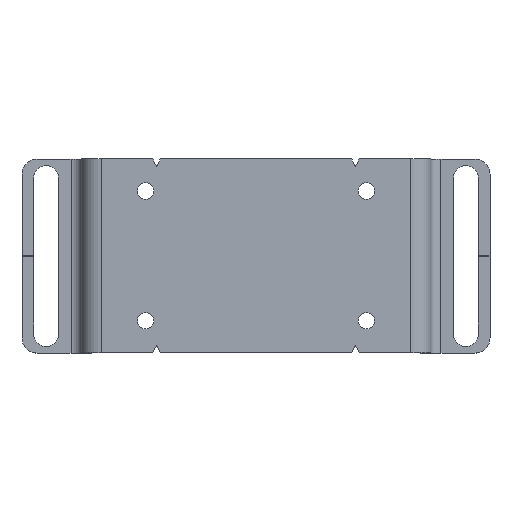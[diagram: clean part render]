
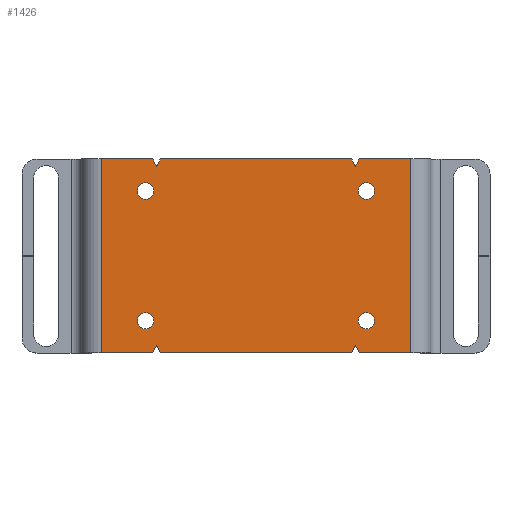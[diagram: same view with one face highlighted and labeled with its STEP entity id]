
A CAD part, top view. The second image highlights one B-rep face of the part: STEP entity #1426.
In plain terms, the highlighted planar face has unit normal (0, 0, 1).
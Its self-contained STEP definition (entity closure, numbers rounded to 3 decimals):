
#105=CARTESIAN_POINT('',(-29.,-17.05,2.66));
#106=DIRECTION('',(0.,0.,1.));
#107=DIRECTION('',(1.,0.,0.));
#108=AXIS2_PLACEMENT_3D('',#105,#106,#107);
#110=CARTESIAN_POINT('',(-29.,-17.05,2.66));
#111=DIRECTION('',(0.,0.,1.));
#112=DIRECTION('',(-1.,0.,0.));
#113=AXIS2_PLACEMENT_3D('',#110,#111,#112);
#115=CARTESIAN_POINT('',(-29.,17.05,2.66));
#116=DIRECTION('',(0.,0.,1.));
#117=DIRECTION('',(1.,0.,0.));
#118=AXIS2_PLACEMENT_3D('',#115,#116,#117);
#120=CARTESIAN_POINT('',(-29.,17.05,2.66));
#121=DIRECTION('',(0.,0.,1.));
#122=DIRECTION('',(-1.,0.,0.));
#123=AXIS2_PLACEMENT_3D('',#120,#121,#122);
#125=CARTESIAN_POINT('',(29.,17.05,2.66));
#126=DIRECTION('',(0.,0.,1.));
#127=DIRECTION('',(1.,0.,0.));
#128=AXIS2_PLACEMENT_3D('',#125,#126,#127);
#130=CARTESIAN_POINT('',(29.,17.05,2.66));
#131=DIRECTION('',(0.,0.,1.));
#132=DIRECTION('',(-1.,0.,0.));
#133=AXIS2_PLACEMENT_3D('',#130,#131,#132);
#135=CARTESIAN_POINT('',(29.,-17.05,2.66));
#136=DIRECTION('',(0.,0.,1.));
#137=DIRECTION('',(1.,0.,0.));
#138=AXIS2_PLACEMENT_3D('',#135,#136,#137);
#140=CARTESIAN_POINT('',(29.,-17.05,2.66));
#141=DIRECTION('',(0.,0.,1.));
#142=DIRECTION('',(-1.,0.,0.));
#143=AXIS2_PLACEMENT_3D('',#140,#141,#142);
#145=DIRECTION('',(0.447,-0.894,0.));
#146=VECTOR('',#145,2.236);
#147=CARTESIAN_POINT('',(-27.134,25.5,2.66));
#148=LINE('',#147,#146);
#149=DIRECTION('',(0.447,0.894,0.));
#150=VECTOR('',#149,2.236);
#151=CARTESIAN_POINT('',(-26.134,23.5,2.66));
#152=LINE('',#151,#150);
#153=DIRECTION('',(-1.,0.,0.));
#154=VECTOR('',#153,50.268);
#155=CARTESIAN_POINT('',(25.134,25.5,2.66));
#156=LINE('',#155,#154);
#157=DIRECTION('',(0.447,-0.894,0.));
#158=VECTOR('',#157,2.236);
#159=CARTESIAN_POINT('',(25.134,25.5,2.66));
#160=LINE('',#159,#158);
#161=DIRECTION('',(0.447,0.894,0.));
#162=VECTOR('',#161,2.236);
#163=CARTESIAN_POINT('',(26.134,23.5,2.66));
#164=LINE('',#163,#162);
#165=DIRECTION('',(-1.,0.,0.));
#166=VECTOR('',#165,13.506);
#167=CARTESIAN_POINT('',(40.64,25.5,2.66));
#168=LINE('',#167,#166);
#169=DIRECTION('',(1.,0.,0.));
#170=VECTOR('',#169,13.506);
#171=CARTESIAN_POINT('',(27.134,-25.5,2.66));
#172=LINE('',#171,#170);
#173=DIRECTION('',(-0.447,0.894,0.));
#174=VECTOR('',#173,2.236);
#175=CARTESIAN_POINT('',(27.134,-25.5,2.66));
#176=LINE('',#175,#174);
#177=DIRECTION('',(-0.447,-0.894,0.));
#178=VECTOR('',#177,2.236);
#179=CARTESIAN_POINT('',(26.134,-23.5,2.66));
#180=LINE('',#179,#178);
#181=DIRECTION('',(1.,0.,0.));
#182=VECTOR('',#181,50.268);
#183=CARTESIAN_POINT('',(-25.134,-25.5,2.66));
#184=LINE('',#183,#182);
#185=DIRECTION('',(-0.447,0.894,0.));
#186=VECTOR('',#185,2.236);
#187=CARTESIAN_POINT('',(-25.134,-25.5,2.66));
#188=LINE('',#187,#186);
#189=DIRECTION('',(-0.447,-0.894,0.));
#190=VECTOR('',#189,2.236);
#191=CARTESIAN_POINT('',(-26.134,-23.5,2.66));
#192=LINE('',#191,#190);
#193=DIRECTION('',(1.,0.,0.));
#194=VECTOR('',#193,13.506);
#195=CARTESIAN_POINT('',(-40.64,-25.5,2.66));
#196=LINE('',#195,#194);
#197=DIRECTION('',(-1.,0.,0.));
#198=VECTOR('',#197,13.506);
#199=CARTESIAN_POINT('',(-27.134,25.5,2.66));
#200=LINE('',#199,#198);
#259=DIRECTION('',(0.,-1.,0.));
#260=VECTOR('',#259,51.);
#261=CARTESIAN_POINT('',(40.64,25.5,2.66));
#262=LINE('',#261,#260);
#623=DIRECTION('',(0.,1.,0.));
#624=VECTOR('',#623,51.);
#625=CARTESIAN_POINT('',(-40.64,-25.5,2.66));
#626=LINE('',#625,#624);
#985=CARTESIAN_POINT('',(40.64,25.5,2.66));
#987=VERTEX_POINT('',#985);
#989=CARTESIAN_POINT('',(40.64,-25.5,2.66));
#991=VERTEX_POINT('',#989);
#1001=CARTESIAN_POINT('',(-40.64,-25.5,2.66));
#1003=VERTEX_POINT('',#1001);
#1005=CARTESIAN_POINT('',(-40.64,25.5,2.66));
#1007=VERTEX_POINT('',#1005);
#1129=CARTESIAN_POINT('',(31.15,-17.05,2.66));
#1130=CARTESIAN_POINT('',(26.85,-17.05,2.66));
#1131=VERTEX_POINT('',#1129);
#1132=VERTEX_POINT('',#1130);
#1133=CARTESIAN_POINT('',(31.15,17.05,2.66));
#1134=CARTESIAN_POINT('',(26.85,17.05,2.66));
#1135=VERTEX_POINT('',#1133);
#1136=VERTEX_POINT('',#1134);
#1137=CARTESIAN_POINT('',(-26.85,17.05,2.66));
#1138=CARTESIAN_POINT('',(-31.15,17.05,2.66));
#1139=VERTEX_POINT('',#1137);
#1140=VERTEX_POINT('',#1138);
#1141=CARTESIAN_POINT('',(-26.85,-17.05,2.66));
#1142=CARTESIAN_POINT('',(-31.15,-17.05,2.66));
#1143=VERTEX_POINT('',#1141);
#1144=VERTEX_POINT('',#1142);
#1201=CARTESIAN_POINT('',(-27.134,25.5,2.66));
#1202=CARTESIAN_POINT('',(-26.134,23.5,2.66));
#1203=VERTEX_POINT('',#1201);
#1204=VERTEX_POINT('',#1202);
#1205=CARTESIAN_POINT('',(-25.134,25.5,2.66));
#1206=VERTEX_POINT('',#1205);
#1207=CARTESIAN_POINT('',(25.134,25.5,2.66));
#1208=CARTESIAN_POINT('',(26.134,23.5,2.66));
#1209=VERTEX_POINT('',#1207);
#1210=VERTEX_POINT('',#1208);
#1211=CARTESIAN_POINT('',(27.134,25.5,2.66));
#1212=VERTEX_POINT('',#1211);
#1213=CARTESIAN_POINT('',(27.134,-25.5,2.66));
#1214=CARTESIAN_POINT('',(26.134,-23.5,2.66));
#1215=VERTEX_POINT('',#1213);
#1216=VERTEX_POINT('',#1214);
#1217=CARTESIAN_POINT('',(25.134,-25.5,2.66));
#1218=VERTEX_POINT('',#1217);
#1219=CARTESIAN_POINT('',(-25.134,-25.5,2.66));
#1220=CARTESIAN_POINT('',(-26.134,-23.5,2.66));
#1221=VERTEX_POINT('',#1219);
#1222=VERTEX_POINT('',#1220);
#1223=CARTESIAN_POINT('',(-27.134,-25.5,2.66));
#1224=VERTEX_POINT('',#1223);
#1365=CARTESIAN_POINT('',(0.,0.,2.66));
#1366=DIRECTION('',(0.,0.,1.));
#1367=DIRECTION('',(1.,0.,0.));
#1368=AXIS2_PLACEMENT_3D('',#1365,#1366,#1367);
#1369=PLANE('',#1368);
#1371=ORIENTED_EDGE('',*,*,#1370,.T.);
#1373=ORIENTED_EDGE('',*,*,#1372,.T.);
#1375=ORIENTED_EDGE('',*,*,#1374,.F.);
#1377=ORIENTED_EDGE('',*,*,#1376,.T.);
#1379=ORIENTED_EDGE('',*,*,#1378,.T.);
#1381=ORIENTED_EDGE('',*,*,#1380,.F.);
#1383=ORIENTED_EDGE('',*,*,#1382,.T.);
#1385=ORIENTED_EDGE('',*,*,#1384,.F.);
#1387=ORIENTED_EDGE('',*,*,#1386,.T.);
#1389=ORIENTED_EDGE('',*,*,#1388,.T.);
#1391=ORIENTED_EDGE('',*,*,#1390,.F.);
#1393=ORIENTED_EDGE('',*,*,#1392,.T.);
#1395=ORIENTED_EDGE('',*,*,#1394,.T.);
#1397=ORIENTED_EDGE('',*,*,#1396,.F.);
#1399=ORIENTED_EDGE('',*,*,#1398,.T.);
#1401=ORIENTED_EDGE('',*,*,#1400,.F.);
#1402=EDGE_LOOP('',(#1371,#1373,#1375,#1377,#1379,#1381,#1383,#1385,#1387,#1389,
#1391,#1393,#1395,#1397,#1399,#1401));
#1403=FACE_OUTER_BOUND('',#1402,.F.);
#1405=ORIENTED_EDGE('',*,*,#1404,.T.);
#1407=ORIENTED_EDGE('',*,*,#1406,.T.);
#1408=EDGE_LOOP('',(#1405,#1407));
#1409=FACE_BOUND('',#1408,.F.);
#1411=ORIENTED_EDGE('',*,*,#1410,.T.);
#1413=ORIENTED_EDGE('',*,*,#1412,.T.);
#1414=EDGE_LOOP('',(#1411,#1413));
#1415=FACE_BOUND('',#1414,.F.);
#1416=ORIENTED_EDGE('',*,*,#1345,.T.);
#1417=ORIENTED_EDGE('',*,*,#1359,.T.);
#1418=EDGE_LOOP('',(#1416,#1417));
#1419=FACE_BOUND('',#1418,.F.);
#1421=ORIENTED_EDGE('',*,*,#1420,.T.);
#1423=ORIENTED_EDGE('',*,*,#1422,.T.);
#1424=EDGE_LOOP('',(#1421,#1423));
#1425=FACE_BOUND('',#1424,.F.);
#1426=ADVANCED_FACE('',(#1403,#1409,#1415,#1419,#1425),#1369,.T.);
#109=CIRCLE('',#108,2.15);
#114=CIRCLE('',#113,2.15);
#119=CIRCLE('',#118,2.15);
#124=CIRCLE('',#123,2.15);
#129=CIRCLE('',#128,2.15);
#134=CIRCLE('',#133,2.15);
#139=CIRCLE('',#138,2.15);
#144=CIRCLE('',#143,2.15);
#1345=EDGE_CURVE('',#1131,#1132,#139,.T.);
#1359=EDGE_CURVE('',#1132,#1131,#144,.T.);
#1370=EDGE_CURVE('',#1203,#1204,#148,.T.);
#1372=EDGE_CURVE('',#1204,#1206,#152,.T.);
#1374=EDGE_CURVE('',#1209,#1206,#156,.T.);
#1376=EDGE_CURVE('',#1209,#1210,#160,.T.);
#1378=EDGE_CURVE('',#1210,#1212,#164,.T.);
#1380=EDGE_CURVE('',#987,#1212,#168,.T.);
#1382=EDGE_CURVE('',#987,#991,#262,.T.);
#1384=EDGE_CURVE('',#1215,#991,#172,.T.);
#1386=EDGE_CURVE('',#1215,#1216,#176,.T.);
#1388=EDGE_CURVE('',#1216,#1218,#180,.T.);
#1390=EDGE_CURVE('',#1221,#1218,#184,.T.);
#1392=EDGE_CURVE('',#1221,#1222,#188,.T.);
#1394=EDGE_CURVE('',#1222,#1224,#192,.T.);
#1396=EDGE_CURVE('',#1003,#1224,#196,.T.);
#1398=EDGE_CURVE('',#1003,#1007,#626,.T.);
#1400=EDGE_CURVE('',#1203,#1007,#200,.T.);
#1404=EDGE_CURVE('',#1139,#1140,#119,.T.);
#1406=EDGE_CURVE('',#1140,#1139,#124,.T.);
#1410=EDGE_CURVE('',#1135,#1136,#129,.T.);
#1412=EDGE_CURVE('',#1136,#1135,#134,.T.);
#1420=EDGE_CURVE('',#1143,#1144,#109,.T.);
#1422=EDGE_CURVE('',#1144,#1143,#114,.T.);
